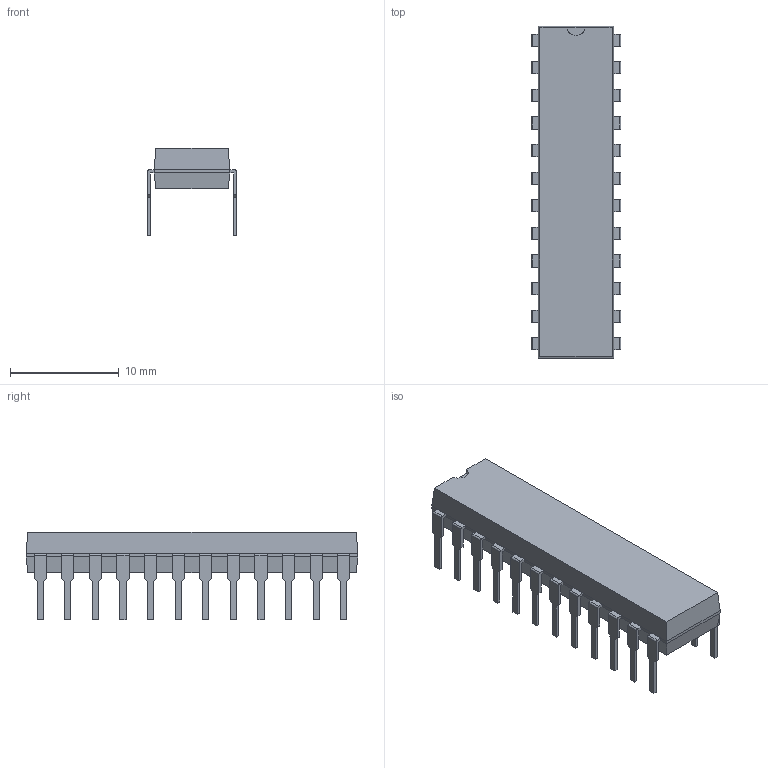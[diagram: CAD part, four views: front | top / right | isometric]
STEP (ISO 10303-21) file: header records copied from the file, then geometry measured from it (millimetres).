
FILE_DESCRIPTION(('FreeCAD Model'),'2;1');
FILE_NAME('1408.3.1.stp','2020-10-05T07:18:39',('Author') ,(''),'Open CASCADE STEP processor 6.9','FreeCAD','Unknown');
FILE_SCHEMA(('AUTOMOTIVE_DESIGN { 1 0 10303 214 1 1 1 1 }'));
Length unit declared in the file: millimetre
Products named in the file (3): ASSEMBLY; Body; PinsArrayLR
Assembly tree (2 placements, depth 2):
  ASSEMBLY
    Body
    PinsArrayLR
Bounding box: 8.22 x 30.55 x 8.07 mm (x, y, z)
Volume: 811.2 mm3; surface area: 1025 mm2
Topology: 25 solids, 25 shells, 328 faces, 826 edges, 548 vertices
Faces by surface type: plane 303, cylinder 25
Entity records: 20705 total; most frequent: CARTESIAN_POINT 3519, DIRECTION 3164, LINE 2370, VECTOR 2370, ORIENTED_EDGE 1652, PCURVE 1652, DEFINITIONAL_REPRESENTATION 1652, EDGE_CURVE 826
